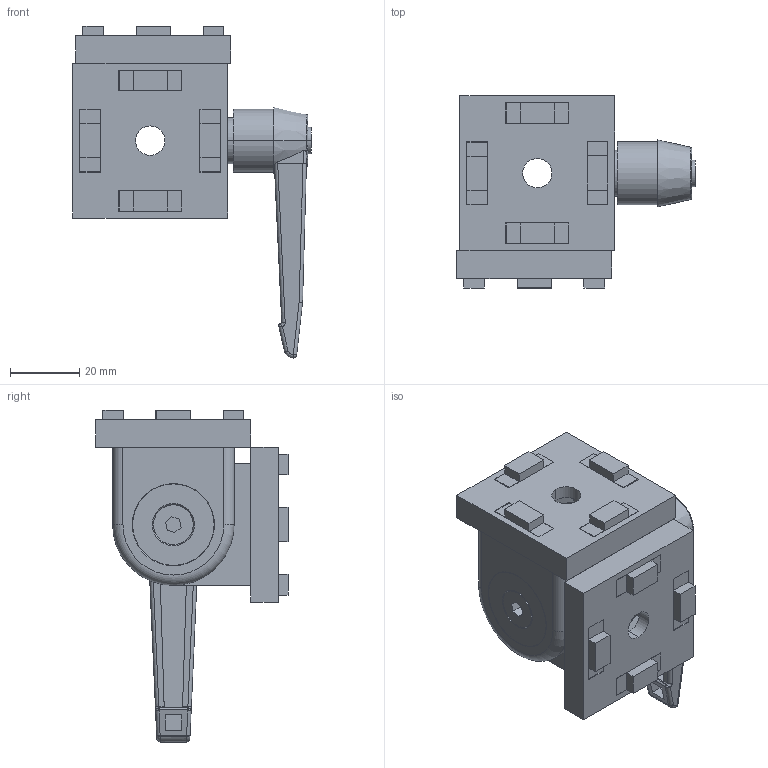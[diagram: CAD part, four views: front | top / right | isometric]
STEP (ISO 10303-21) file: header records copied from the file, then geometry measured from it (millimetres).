
FILE_DESCRIPTION (( 'STEP AP214' ), '1' );
FILE_NAME ('SNSD.30.51.86. Øàðíèðíûé ñîåäèíèòåëü 45õ45 ñ çàæèìîì, ïàç 10(E03).STEP', '2014-12-23T11:28:18', ( 'XTreme.ws' ), ( 'XTreme.ws' ), 'SwSTEP 2.0', 'SolidWorks 2014', '' );
FILE_SCHEMA (( 'AUTOMOTIVE_DESIGN' ));
Length unit declared in the file: millimetre
Products named in the file (21): SNSD.30.51.80. 婰膲僗闉(E03); SNSD.30.51.81. Ðó÷êà(E03); SNSD.30.51.80. Âòóëêà ïîä ðó÷êó; SNSD.30.51.83. 鎔艜(E04)D06E03; SNSD.30.51.80. Âòóëêà ñ ðåçüáîé(D13)E01E00E04D06E03; SNSD.30.51.80. Øàðíèðíûé ñîåäèíèòåëü 30õ30, ïàç 8(D13)E01E00E04D06E03; SNSD.30.51.86. Øàðíèðíûé ñîåäèíèòåëü 45õ45 ñ çàæèìîì, ïàç 10(E03); SNSD.30.51.80. 婰膲僗闉(E03)_00; SNSD.30.51.81. Ðó÷êà(E03)_00; SNSD.30.51.80. Âòóëêà ïîä ðó÷êó_00; SNSD.30.51.83. 鎔艜(E04)D06E03_00; SNSD.30.51.80. Âòóëêà ñ ðåçüáîé(D13)E01E00E04D06E03_00; SNSD.30.51.80. Øàðíèðíûé ñîåäèíèòåëü 30õ30, ïàç 8(D13)E01E00E04D06E03_00
Assembly tree (14 placements, depth 2):
  SNSD.30.51.80. 婰膲僗闉(E03)
  SNSD.30.51.80. 婰膲僗闉(E03)
  SNSD.30.51.80. 婰膲僗闉(E03)
  SNSD.30.51.80. 婰膲僗闉(E03)
  SNSD.30.51.80. 婰膲僗闉(E03)
Bounding box: 69 x 55.6 x 96.13 mm (x, y, z)
Volume: 65119.7 mm3; surface area: 38238.8 mm2
Topology: 16 solids, 16 shells, 487 faces, 1223 edges, 787 vertices
Faces by surface type: plane 345, cylinder 97, cone 21, sphere 10, bspline 10, torus 4
Entity records: 9483 total; most frequent: CARTESIAN_POINT 1963, DIRECTION 1461, ORIENTED_EDGE 1448, EDGE_CURVE 724, AXIS2_PLACEMENT_3D 492, VECTOR 477, LINE 477, VERTEX_POINT 459
